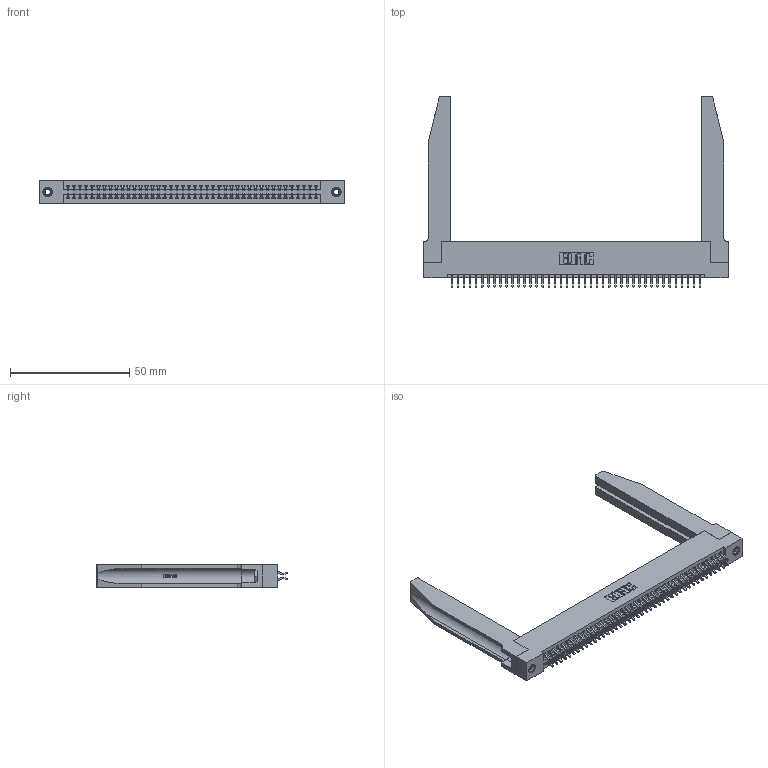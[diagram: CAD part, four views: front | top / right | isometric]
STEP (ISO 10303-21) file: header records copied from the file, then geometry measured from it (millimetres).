
FILE_DESCRIPTION (( 'STEP AP203' ), '1' );
FILE_NAME ('345-084-556-278.STEP', '2019-11-01T05:18:09', ( '' ), ( '' ), 'SwSTEP 2.0', 'SolidWorks 2016', '' );
FILE_SCHEMA (( 'CONFIG_CONTROL_DESIGN' ));
Length unit declared in the file: inch
Products named in the file (5): 345-292-001_556 Tail; 345 Part_Flush Mounting Lugs - 0.156 Dia-TH; 345-250-001_345-250-001-102; 345-084-556-278; 345-220-078_345-220-078
Assembly tree (89 placements, depth 2):
  345-084-556-278
    345 Part_Flush Mounting Lugs - 0.156 Dia-TH
    345-292-001_556 Tail  x84
    345-250-001_345-250-001-102  x2
    345-220-078_345-220-078  x2
Bounding box: 127.91 x 80.2 x 9.4 mm (x, y, z)
Volume: 20192.8 mm3; surface area: 25127.3 mm2
Topology: 89 solids, 89 shells, 5064 faces, 14977 edges, 9862 vertices
Faces by surface type: plane 3330, cylinder 1682, bspline 36, cone 12, torus 4
Entity records: 37914 total; most frequent: CARTESIAN_POINT 7287, ORIENTED_EDGE 6106, DIRECTION 5407, EDGE_CURVE 3053, VECTOR 2651, LINE 2651, VERTEX_POINT 2028, AXIS2_PLACEMENT_3D 1378
